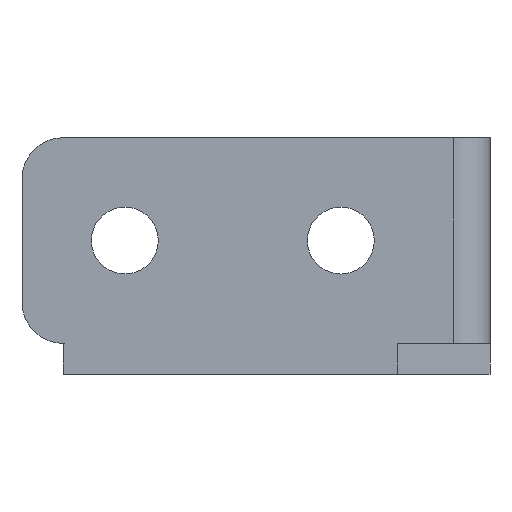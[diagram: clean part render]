
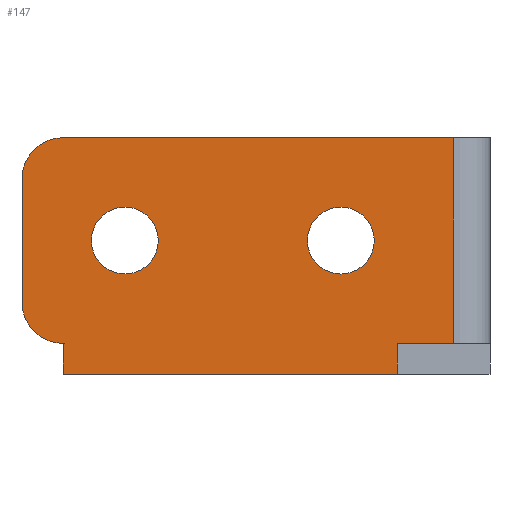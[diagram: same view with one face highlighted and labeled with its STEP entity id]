
A CAD part, left-side view. The second image highlights one B-rep face of the part: STEP entity #147.
In plain terms, the highlighted planar face has unit normal (-1, 0, 0).
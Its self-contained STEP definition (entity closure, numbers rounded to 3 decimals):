
#6 = LINE ( 'NONE', #681, #605 ) ;
#28 = CARTESIAN_POINT ( 'NONE',  ( -45.5, 37.5, -26. ) ) ;
#31 = EDGE_LOOP ( 'NONE', ( #1011, #580 ) ) ;
#33 = DIRECTION ( 'NONE',  ( 0., -1., 0. ) ) ;
#37 = LINE ( 'NONE', #28, #811 ) ;
#41 = CARTESIAN_POINT ( 'NONE',  ( -45.5, -38.5, 20. ) ) ;
#82 = DIRECTION ( 'NONE',  ( 0., 0., -1. ) ) ;
#87 = CARTESIAN_POINT ( 'NONE',  ( -45.5, -38.5, -20. ) ) ;
#100 = EDGE_CURVE ( 'NONE', #239, #799, #665, .T. ) ;
#107 = AXIS2_PLACEMENT_3D ( 'NONE', #734, #1059, #650 ) ;
#115 = DIRECTION ( 'NONE',  ( 0., 0., -1. ) ) ;
#119 = EDGE_CURVE ( 'NONE', #239, #468, #410, .T. ) ;
#130 = LINE ( 'NONE', #876, #501 ) ;
#147 = ADVANCED_FACE ( 'NONE', ( #970, #236, #994 ), #151, .F. ) ;
#151 = PLANE ( 'NONE',  #725 ) ;
#154 = EDGE_CURVE ( 'NONE', #468, #495, #327, .T. ) ;
#165 = CARTESIAN_POINT ( 'NONE',  ( -45.5, 25.5, 0. ) ) ;
#180 = VERTEX_POINT ( 'NONE', #728 ) ;
#191 = ORIENTED_EDGE ( 'NONE', *, *, #284, .T. ) ;
#194 = CARTESIAN_POINT ( 'NONE',  ( -45.5, 45.5, 12. ) ) ;
#197 = ORIENTED_EDGE ( 'NONE', *, *, #154, .T. ) ;
#202 = CIRCLE ( 'NONE', #520, 6.5 ) ;
#208 = ORIENTED_EDGE ( 'NONE', *, *, #100, .F. ) ;
#210 = ORIENTED_EDGE ( 'NONE', *, *, #426, .T. ) ;
#212 = CARTESIAN_POINT ( 'NONE',  ( -45.5, 25.5, 0. ) ) ;
#214 = EDGE_LOOP ( 'NONE', ( #303, #793 ) ) ;
#236 = FACE_BOUND ( 'NONE', #214, .T. ) ;
#238 = AXIS2_PLACEMENT_3D ( 'NONE', #165, #835, #82 ) ;
#239 = VERTEX_POINT ( 'NONE', #822 ) ;
#242 = CARTESIAN_POINT ( 'NONE',  ( -45.5, 45.5, 20. ) ) ;
#260 = AXIS2_PLACEMENT_3D ( 'NONE', #317, #647, #972 ) ;
#267 = EDGE_CURVE ( 'NONE', #180, #1072, #484, .T. ) ;
#278 = VERTEX_POINT ( 'NONE', #87 ) ;
#284 = EDGE_CURVE ( 'NONE', #1046, #278, #6, .T. ) ;
#290 = CARTESIAN_POINT ( 'NONE',  ( -45.5, 37.5, -12. ) ) ;
#302 = DIRECTION ( 'NONE',  ( 0., 0., 1. ) ) ;
#303 = ORIENTED_EDGE ( 'NONE', *, *, #912, .T. ) ;
#304 = EDGE_CURVE ( 'NONE', #1072, #180, #202, .T. ) ;
#316 = EDGE_CURVE ( 'NONE', #370, #1048, #37, .T. ) ;
#317 = CARTESIAN_POINT ( 'NONE',  ( -45.5, -16.5, 0. ) ) ;
#324 = EDGE_LOOP ( 'NONE', ( #197, #683, #338, #610, #210, #191, #632, #208, #334 ) ) ;
#327 = LINE ( 'NONE', #242, #930 ) ;
#334 = ORIENTED_EDGE ( 'NONE', *, *, #119, .T. ) ;
#338 = ORIENTED_EDGE ( 'NONE', *, *, #316, .F. ) ;
#343 = VECTOR ( 'NONE', #115, 1000. ) ;
#349 = CARTESIAN_POINT ( 'NONE',  ( -45.5, 25.5, -6.5 ) ) ;
#356 = CARTESIAN_POINT ( 'NONE',  ( -45.5, -38.5, 20. ) ) ;
#364 = VERTEX_POINT ( 'NONE', #961 ) ;
#370 = VERTEX_POINT ( 'NONE', #700 ) ;
#407 = CARTESIAN_POINT ( 'NONE',  ( -45.5, -27.5, -20. ) ) ;
#410 = CIRCLE ( 'NONE', #107, 8. ) ;
#426 = EDGE_CURVE ( 'NONE', #364, #1046, #130, .T. ) ;
#441 = CARTESIAN_POINT ( 'NONE',  ( -45.5, -16.5, -6.5 ) ) ;
#449 = AXIS2_PLACEMENT_3D ( 'NONE', #714, #1044, #699 ) ;
#468 = VERTEX_POINT ( 'NONE', #194 ) ;
#484 = CIRCLE ( 'NONE', #238, 6.5 ) ;
#495 = VERTEX_POINT ( 'NONE', #581 ) ;
#499 = LINE ( 'NONE', #838, #729 ) ;
#501 = VECTOR ( 'NONE', #302, 1000. ) ;
#520 = AXIS2_PLACEMENT_3D ( 'NONE', #212, #548, #705 ) ;
#548 = DIRECTION ( 'NONE',  ( 1., 0., 0. ) ) ;
#580 = ORIENTED_EDGE ( 'NONE', *, *, #267, .T. ) ;
#581 = CARTESIAN_POINT ( 'NONE',  ( -45.5, 45.5, -12. ) ) ;
#591 = CIRCLE ( 'NONE', #950, 8. ) ;
#605 = VECTOR ( 'NONE', #33, 1000. ) ;
#610 = ORIENTED_EDGE ( 'NONE', *, *, #958, .F. ) ;
#617 = EDGE_CURVE ( 'NONE', #766, #849, #1020, .T. ) ;
#632 = ORIENTED_EDGE ( 'NONE', *, *, #804, .F. ) ;
#644 = DIRECTION ( 'NONE',  ( 1., 0., 0. ) ) ;
#645 = DIRECTION ( 'NONE',  ( 0., -1., 0. ) ) ;
#647 = DIRECTION ( 'NONE',  ( 1., 0., 0. ) ) ;
#650 = DIRECTION ( 'NONE',  ( 0., 1., 0. ) ) ;
#665 = LINE ( 'NONE', #815, #1037 ) ;
#681 = CARTESIAN_POINT ( 'NONE',  ( -45.5, 45.5, -20. ) ) ;
#683 = ORIENTED_EDGE ( 'NONE', *, *, #785, .T. ) ;
#695 = LINE ( 'NONE', #41, #343 ) ;
#699 = DIRECTION ( 'NONE',  ( 0., 0., -1. ) ) ;
#700 = CARTESIAN_POINT ( 'NONE',  ( -45.5, 37.5, -26. ) ) ;
#705 = DIRECTION ( 'NONE',  ( 0., 0., -1. ) ) ;
#714 = CARTESIAN_POINT ( 'NONE',  ( -45.5, -16.5, 0. ) ) ;
#725 = AXIS2_PLACEMENT_3D ( 'NONE', #908, #644, #837 ) ;
#728 = CARTESIAN_POINT ( 'NONE',  ( -45.5, 25.5, 6.5 ) ) ;
#729 = VECTOR ( 'NONE', #964, 1000. ) ;
#734 = CARTESIAN_POINT ( 'NONE',  ( -45.5, 37.5, 12. ) ) ;
#745 = CIRCLE ( 'NONE', #449, 6.5 ) ;
#766 = VERTEX_POINT ( 'NONE', #944 ) ;
#785 = EDGE_CURVE ( 'NONE', #495, #1048, #591, .T. ) ;
#787 = DIRECTION ( 'NONE',  ( 0., 1., 0. ) ) ;
#793 = ORIENTED_EDGE ( 'NONE', *, *, #617, .T. ) ;
#799 = VERTEX_POINT ( 'NONE', #356 ) ;
#804 = EDGE_CURVE ( 'NONE', #799, #278, #695, .T. ) ;
#811 = VECTOR ( 'NONE', #1040, 1000. ) ;
#815 = CARTESIAN_POINT ( 'NONE',  ( -45.5, 45.5, 20. ) ) ;
#818 = DIRECTION ( 'NONE',  ( 0., 0., -1. ) ) ;
#822 = CARTESIAN_POINT ( 'NONE',  ( -45.5, 37.5, 20. ) ) ;
#829 = CARTESIAN_POINT ( 'NONE',  ( -45.5, 37.5, -20. ) ) ;
#835 = DIRECTION ( 'NONE',  ( 1., 0., 0. ) ) ;
#837 = DIRECTION ( 'NONE',  ( 0., 1., 0. ) ) ;
#838 = CARTESIAN_POINT ( 'NONE',  ( -45.5, 0., -26. ) ) ;
#849 = VERTEX_POINT ( 'NONE', #441 ) ;
#876 = CARTESIAN_POINT ( 'NONE',  ( -45.5, -27.5, -26. ) ) ;
#908 = CARTESIAN_POINT ( 'NONE',  ( -45.5, 45.5, 20. ) ) ;
#912 = EDGE_CURVE ( 'NONE', #849, #766, #745, .T. ) ;
#930 = VECTOR ( 'NONE', #818, 1000. ) ;
#944 = CARTESIAN_POINT ( 'NONE',  ( -45.5, -16.5, 6.5 ) ) ;
#950 = AXIS2_PLACEMENT_3D ( 'NONE', #290, #956, #787 ) ;
#956 = DIRECTION ( 'NONE',  ( -1., 0., 0. ) ) ;
#958 = EDGE_CURVE ( 'NONE', #364, #370, #499, .T. ) ;
#961 = CARTESIAN_POINT ( 'NONE',  ( -45.5, -27.5, -26. ) ) ;
#964 = DIRECTION ( 'NONE',  ( 0., 1., 0. ) ) ;
#970 = FACE_BOUND ( 'NONE', #31, .T. ) ;
#972 = DIRECTION ( 'NONE',  ( 0., 0., -1. ) ) ;
#994 = FACE_OUTER_BOUND ( 'NONE', #324, .T. ) ;
#1011 = ORIENTED_EDGE ( 'NONE', *, *, #304, .T. ) ;
#1020 = CIRCLE ( 'NONE', #260, 6.5 ) ;
#1037 = VECTOR ( 'NONE', #645, 1000. ) ;
#1040 = DIRECTION ( 'NONE',  ( 0., 0., 1. ) ) ;
#1044 = DIRECTION ( 'NONE',  ( 1., 0., 0. ) ) ;
#1046 = VERTEX_POINT ( 'NONE', #407 ) ;
#1048 = VERTEX_POINT ( 'NONE', #829 ) ;
#1059 = DIRECTION ( 'NONE',  ( -1., 0., 0. ) ) ;
#1072 = VERTEX_POINT ( 'NONE', #349 ) ;
